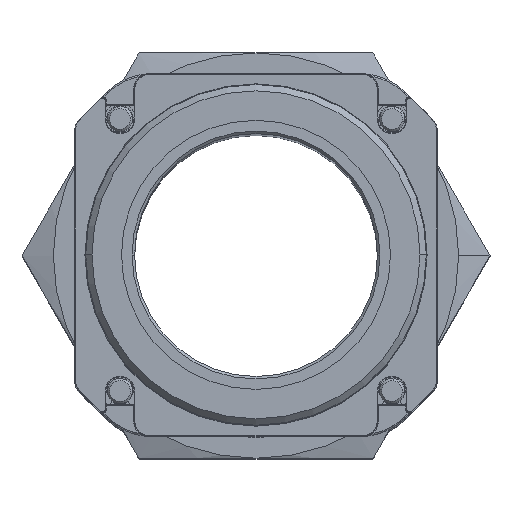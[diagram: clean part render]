
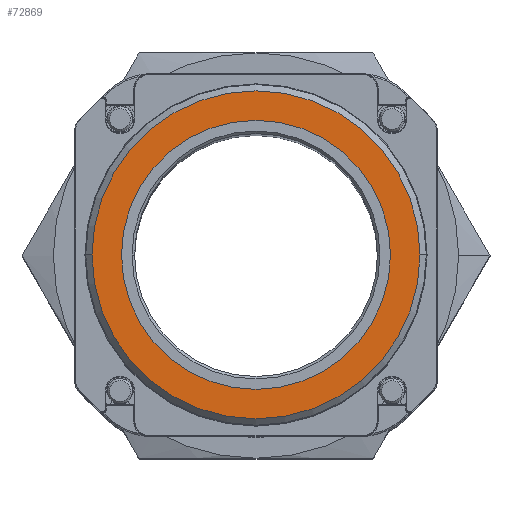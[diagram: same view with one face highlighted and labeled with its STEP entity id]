
A CAD part, top view. The second image highlights one B-rep face of the part: STEP entity #72869.
In plain terms, the highlighted planar face has unit normal (0, 0, 1).
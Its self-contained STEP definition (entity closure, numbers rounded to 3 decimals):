
#118 = FACE_OUTER_BOUND ( 'NONE', #36403, .T. ) ;
#1260 = CIRCLE ( 'NONE', #22648, 52. ) ;
#2571 = CIRCLE ( 'NONE', #28628, 42.65 ) ;
#3744 = AXIS2_PLACEMENT_3D ( 'NONE', #76373, #84035, #68624 ) ;
#3794 = EDGE_LOOP ( 'NONE', ( #28220, #17182 ) ) ;
#4277 = DIRECTION ( 'NONE',  ( 0., 0., -1. ) ) ;
#7644 = AXIS2_PLACEMENT_3D ( 'NONE', #85519, #69079, #70409 ) ;
#10999 = CARTESIAN_POINT ( 'NONE',  ( 0., 0., 70. ) ) ;
#17182 = ORIENTED_EDGE ( 'NONE', *, *, #23072, .T. ) ;
#20537 = PLANE ( 'NONE',  #3744 ) ;
#21474 = DIRECTION ( 'NONE',  ( -1., 0., 0. ) ) ;
#22648 = AXIS2_PLACEMENT_3D ( 'NONE', #92395, #68208, #21474 ) ;
#23072 = EDGE_CURVE ( 'NONE', #52334, #48226, #2571, .T. ) ;
#28220 = ORIENTED_EDGE ( 'NONE', *, *, #95920, .T. ) ;
#28628 = AXIS2_PLACEMENT_3D ( 'NONE', #10999, #4277, #91357 ) ;
#32994 = VERTEX_POINT ( 'NONE', #54332 ) ;
#36403 = EDGE_LOOP ( 'NONE', ( #85530, #66271 ) ) ;
#36612 = VERTEX_POINT ( 'NONE', #43752 ) ;
#40538 = DIRECTION ( 'NONE',  ( -1., 0., 0. ) ) ;
#43752 = CARTESIAN_POINT ( 'NONE',  ( -52., 0., 70. ) ) ;
#48226 = VERTEX_POINT ( 'NONE', #57651 ) ;
#50636 = EDGE_CURVE ( 'NONE', #36612, #32994, #67213, .T. ) ;
#52334 = VERTEX_POINT ( 'NONE', #87577 ) ;
#54332 = CARTESIAN_POINT ( 'NONE',  ( 52., 0., 70. ) ) ;
#57651 = CARTESIAN_POINT ( 'NONE',  ( -42.65, 0., 70. ) ) ;
#61596 = CIRCLE ( 'NONE', #7644, 42.65 ) ;
#66271 = ORIENTED_EDGE ( 'NONE', *, *, #73949, .T. ) ;
#67213 = CIRCLE ( 'NONE', #72070, 52. ) ;
#68208 = DIRECTION ( 'NONE',  ( 0., 0., 1. ) ) ;
#68624 = DIRECTION ( 'NONE',  ( -1., 0., 0. ) ) ;
#69079 = DIRECTION ( 'NONE',  ( 0., 0., -1. ) ) ;
#70409 = DIRECTION ( 'NONE',  ( -1., 0., 0. ) ) ;
#72070 = AXIS2_PLACEMENT_3D ( 'NONE', #80349, #72632, #40538 ) ;
#72632 = DIRECTION ( 'NONE',  ( 0., 0., 1. ) ) ;
#72869 = ADVANCED_FACE ( 'NONE', ( #101534, #118 ), #20537, .F. ) ;
#73949 = EDGE_CURVE ( 'NONE', #32994, #36612, #1260, .T. ) ;
#76373 = CARTESIAN_POINT ( 'NONE',  ( 0., 54., 70. ) ) ;
#80349 = CARTESIAN_POINT ( 'NONE',  ( 0., 0., 70. ) ) ;
#84035 = DIRECTION ( 'NONE',  ( 0., 0., -1. ) ) ;
#85519 = CARTESIAN_POINT ( 'NONE',  ( 0., 0., 70. ) ) ;
#85530 = ORIENTED_EDGE ( 'NONE', *, *, #50636, .T. ) ;
#87577 = CARTESIAN_POINT ( 'NONE',  ( 42.65, 0., 70. ) ) ;
#91357 = DIRECTION ( 'NONE',  ( -1., 0., 0. ) ) ;
#92395 = CARTESIAN_POINT ( 'NONE',  ( 0., 0., 70. ) ) ;
#95920 = EDGE_CURVE ( 'NONE', #48226, #52334, #61596, .T. ) ;
#101534 = FACE_BOUND ( 'NONE', #3794, .T. ) ;
